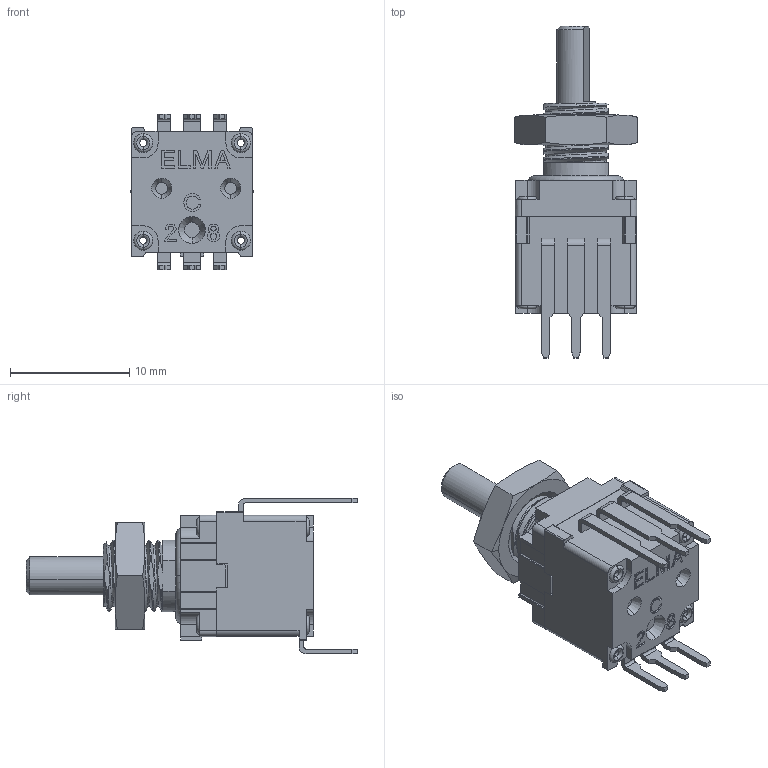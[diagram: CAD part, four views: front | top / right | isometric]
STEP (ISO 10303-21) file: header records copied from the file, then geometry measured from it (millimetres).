
FILE_DESCRIPTION(('OneSpaceDesigner STEP Export'),'2;1');
FILE_NAME('Dummy_C07A3XXX-30000X.stp','2010-02-03T11:41:22',(''),(''),'OneSpace Designer STEP processor for AP214 (Solid Model)','OneSpace Designer 13.20A 18-Aug-2005 (C) CoCreate Software GmbH','');
FILE_SCHEMA(('AUTOMOTIVE_DESIGN { 1 0 10303 214 1 1 1 1 }'));
Length unit declared in the file: millimetre
Products named in the file (3): Nut; Switch; Dummy_C07A3XXX-30000X
Assembly tree (2 placements, depth 2):
  Dummy_C07A3XXX-30000X
    Switch
    Nut
Bounding box: 10.39 x 27.88 x 13.08 mm (x, y, z)
Volume: 1441 mm3; surface area: 1488.5 mm2
Topology: 2 solids, 11 shells, 707 faces, 1879 edges, 1213 vertices
Faces by surface type: plane 458, cylinder 116, torus 74, cone 55, bspline 4
Entity records: 27600 total; most frequent: CARTESIAN_POINT 11025, ORIENTED_EDGE 3758, DIRECTION 2948, EDGE_CURVE 1879, VECTOR 1304, LINE 1304, VERTEX_POINT 1213, AXIS2_PLACEMENT_3D 822
